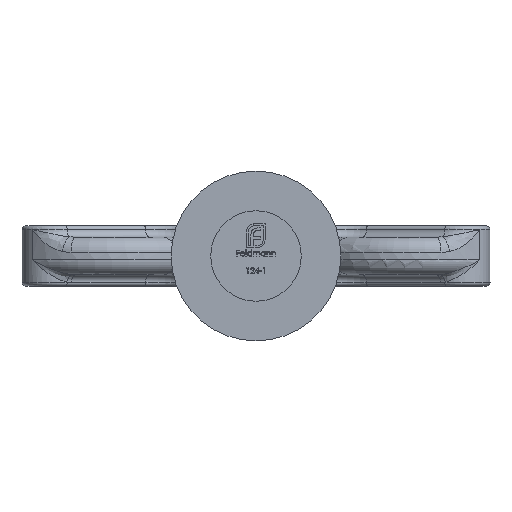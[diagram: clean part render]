
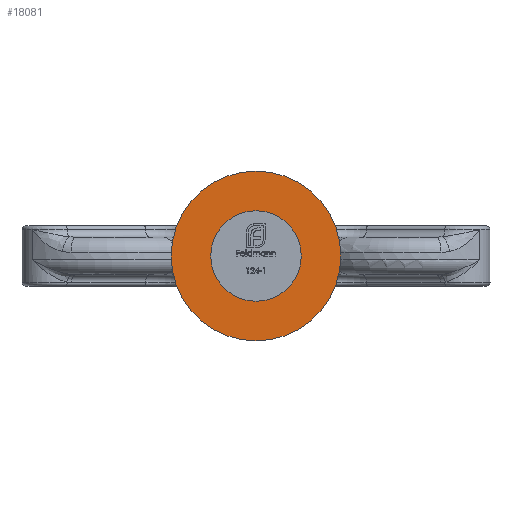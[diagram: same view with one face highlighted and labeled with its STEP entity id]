
A CAD part, front view. The second image highlights one B-rep face of the part: STEP entity #18081.
In plain terms, the highlighted planar face has unit normal (0, -1, 0).
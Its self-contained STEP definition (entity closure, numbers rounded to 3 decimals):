
#1578 = AXIS2_PLACEMENT_3D ( 'NONE', #10821, #6553, #17103 ) ;
#1645 = EDGE_CURVE ( 'NONE', #5692, #5692, #17644, .T. ) ;
#1999 = FACE_BOUND ( 'NONE', #15357, .T. ) ;
#5224 = CARTESIAN_POINT ( 'NONE',  ( 0., -16.5, 0. ) ) ;
#5692 = VERTEX_POINT ( 'NONE', #6911 ) ;
#6341 = CARTESIAN_POINT ( 'NONE',  ( 0., -16.5, 0. ) ) ;
#6553 = DIRECTION ( 'NONE',  ( 0., -1., 0. ) ) ;
#6911 = CARTESIAN_POINT ( 'NONE',  ( 0., -16.5, -6. ) ) ;
#9917 = CIRCLE ( 'NONE', #13263, 11.25 ) ;
#10821 = CARTESIAN_POINT ( 'NONE',  ( 0., -16.5, 0. ) ) ;
#12764 = CARTESIAN_POINT ( 'NONE',  ( 0., -16.5, -11.25 ) ) ;
#12788 = FACE_OUTER_BOUND ( 'NONE', #15167, .T. ) ;
#13263 = AXIS2_PLACEMENT_3D ( 'NONE', #6341, #15585, #15378 ) ;
#14295 = DIRECTION ( 'NONE',  ( 0., -1., 0. ) ) ;
#14415 = PLANE ( 'NONE',  #18623 ) ;
#14824 = EDGE_CURVE ( 'NONE', #16771, #16771, #9917, .T. ) ;
#15167 = EDGE_LOOP ( 'NONE', ( #16647 ) ) ;
#15357 = EDGE_LOOP ( 'NONE', ( #18399 ) ) ;
#15378 = DIRECTION ( 'NONE',  ( 0., 0., -1. ) ) ;
#15585 = DIRECTION ( 'NONE',  ( 0., -1., 0. ) ) ;
#15823 = DIRECTION ( 'NONE',  ( 0., 0., -1. ) ) ;
#16647 = ORIENTED_EDGE ( 'NONE', *, *, #14824, .T. ) ;
#16771 = VERTEX_POINT ( 'NONE', #12764 ) ;
#17103 = DIRECTION ( 'NONE',  ( 0., 0., -1. ) ) ;
#17644 = CIRCLE ( 'NONE', #1578, 6. ) ;
#18081 = ADVANCED_FACE ( 'NONE', ( #1999, #12788 ), #14415, .T. ) ;
#18399 = ORIENTED_EDGE ( 'NONE', *, *, #1645, .F. ) ;
#18623 = AXIS2_PLACEMENT_3D ( 'NONE', #5224, #14295, #15823 ) ;
